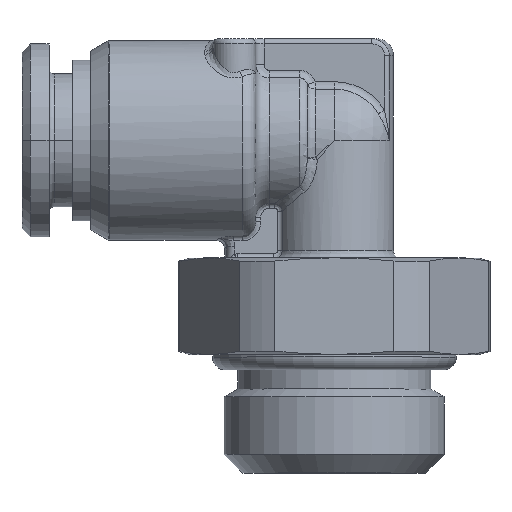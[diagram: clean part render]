
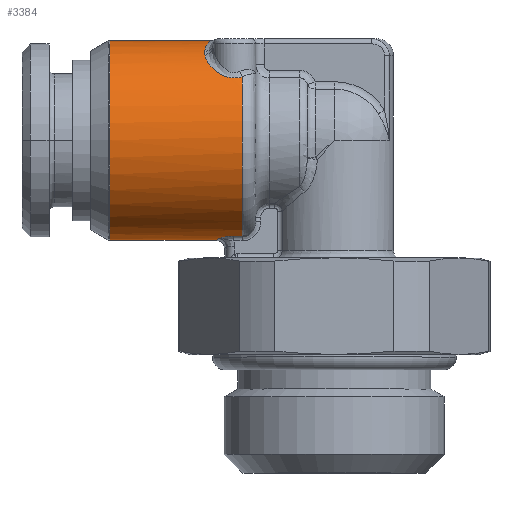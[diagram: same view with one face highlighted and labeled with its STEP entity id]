
A CAD part, top view. The second image highlights one B-rep face of the part: STEP entity #3384.
In plain terms, the highlighted cylindrical face has radius 5.9 mm (diameter 11.8 mm), a partial arc.
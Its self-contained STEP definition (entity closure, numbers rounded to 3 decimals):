
#34=CARTESIAN_POINT('',(-6.874,-5.798,1.093));
#35=CARTESIAN_POINT('',(-6.866,-5.795,1.106));
#36=CARTESIAN_POINT('',(-6.851,-5.79,1.134));
#37=CARTESIAN_POINT('',(-6.824,-5.781,1.181));
#38=CARTESIAN_POINT('',(-6.792,-5.77,1.233));
#39=CARTESIAN_POINT('',(-6.754,-5.757,1.29));
#40=CARTESIAN_POINT('',(-6.708,-5.743,1.351));
#41=CARTESIAN_POINT('',(-6.651,-5.728,1.416));
#42=CARTESIAN_POINT('',(-6.582,-5.711,1.482));
#43=CARTESIAN_POINT('',(-6.498,-5.693,1.548));
#44=CARTESIAN_POINT('',(-6.395,-5.676,1.61));
#45=CARTESIAN_POINT('',(-6.272,-5.661,1.663));
#46=CARTESIAN_POINT('',(-6.126,-5.649,1.702));
#47=CARTESIAN_POINT('',(-6.015,-5.646,1.713));
#48=CARTESIAN_POINT('',(-5.957,-5.646,1.713));
#50=CARTESIAN_POINT('',(-6.975,-5.9,
0.));
#51=CARTESIAN_POINT('',(-6.975,-5.9,0.094));
#52=CARTESIAN_POINT('',(-6.971,-5.896,0.281));
#53=CARTESIAN_POINT('',(-6.951,-5.876,0.559));
#54=CARTESIAN_POINT('',(-6.919,-5.843,0.83));
#55=CARTESIAN_POINT('',(-6.89,-5.814,1.006));
#56=CARTESIAN_POINT('',(-6.874,-5.798,1.093));
#58=CARTESIAN_POINT('',(-13.27,0.,0.));
#59=DIRECTION('',(1.,0.,0.));
#60=DIRECTION('',(0.,1.,0.));
#61=AXIS2_PLACEMENT_3D('',#58,#59,#60);
#63=CARTESIAN_POINT('',(-7.237,5.9,0.));
#64=CARTESIAN_POINT('',(-7.237,5.9,0.098));
#65=CARTESIAN_POINT('',(-7.247,5.895,0.289));
#66=CARTESIAN_POINT('',(-7.281,5.876,0.547));
#67=CARTESIAN_POINT('',(-7.329,5.847,0.806));
#68=CARTESIAN_POINT('',(-7.385,5.805,1.067));
#69=CARTESIAN_POINT('',(-7.444,5.751,1.328));
#70=CARTESIAN_POINT('',(-7.501,5.686,1.583));
#71=CARTESIAN_POINT('',(-7.553,5.611,1.831));
#72=CARTESIAN_POINT('',(-7.599,5.521,2.086));
#73=CARTESIAN_POINT('',(-7.637,5.408,2.367));
#74=CARTESIAN_POINT('',(-7.65,5.31,2.575));
#75=CARTESIAN_POINT('',(-7.65,5.255,2.683));
#77=CARTESIAN_POINT('',(-7.65,0.,0.));
#78=DIRECTION('',(1.,0.,0.));
#79=DIRECTION('',(0.,0.891,0.455));
#80=AXIS2_PLACEMENT_3D('',#77,#78,#79);
#82=CARTESIAN_POINT('',(-7.65,5.083,2.996));
#83=CARTESIAN_POINT('',(-7.65,5.02,3.103));
#84=CARTESIAN_POINT('',(-7.627,4.895,3.3));
#85=CARTESIAN_POINT('',(-7.551,4.716,3.549));
#86=CARTESIAN_POINT('',(-7.448,4.55,3.759));
#87=CARTESIAN_POINT('',(-7.328,4.398,3.935));
#88=CARTESIAN_POINT('',(-7.198,4.261,4.083));
#89=CARTESIAN_POINT('',(-7.063,4.139,4.206));
#90=CARTESIAN_POINT('',(-6.923,4.032,4.308));
#91=CARTESIAN_POINT('',(-6.783,3.94,4.392));
#92=CARTESIAN_POINT('',(-6.641,3.863,4.46));
#93=CARTESIAN_POINT('',(-6.502,3.801,4.513));
#94=CARTESIAN_POINT('',(-6.366,3.753,4.553));
#95=CARTESIAN_POINT('',(-6.236,3.718,4.581));
#96=CARTESIAN_POINT('',(-6.112,3.696,4.599));
#97=CARTESIAN_POINT('',(-5.99,3.684,4.609));
#98=CARTESIAN_POINT('',(-5.869,3.682,4.61));
#99=CARTESIAN_POINT('',(-5.741,3.689,4.604));
#100=CARTESIAN_POINT('',(-5.6,3.71,4.588));
#101=CARTESIAN_POINT('',(-5.501,3.735,4.568));
#102=CARTESIAN_POINT('',(-5.45,3.75,4.555));
#104=CARTESIAN_POINT('',(-5.45,0.,0.));
#105=DIRECTION('',(1.,0.,0.));
#106=DIRECTION('',(0.,0.636,0.772));
#107=AXIS2_PLACEMENT_3D('',#104,#105,#106);
#109=DIRECTION('',(1.,0.,0.));
#110=VECTOR('',#109,0.507);
#111=CARTESIAN_POINT('',(-5.957,-5.646,1.713));
#112=LINE('',#111,#110);
#245=CARTESIAN_POINT('',(-5.45,-5.646,1.713));
#261=CARTESIAN_POINT('',(-5.45,3.75,4.555));
#396=DIRECTION('',(-1.,0.,0.));
#397=VECTOR('',#396,6.033);
#398=CARTESIAN_POINT('',(-7.237,5.9,
0.));
#399=LINE('',#398,#397);
#405=DIRECTION('',(-1.,0.,0.));
#406=VECTOR('',#405,6.295);
#407=CARTESIAN_POINT('',(-6.975,-5.9,
0.));
#408=LINE('',#407,#406);
#2843=CARTESIAN_POINT('',(-13.27,5.9,0.));
#2844=CARTESIAN_POINT('',(-13.27,-5.9,0.));
#2845=VERTEX_POINT('',#2843);
#2846=VERTEX_POINT('',#2844);
#2928=VERTEX_POINT('',#261);
#2931=VERTEX_POINT('',#82);
#2933=VERTEX_POINT('',#63);
#2934=VERTEX_POINT('',#75);
#2989=CARTESIAN_POINT('',(-6.975,-5.9,
0.));
#2991=VERTEX_POINT('',#2989);
#3023=VERTEX_POINT('',#245);
#3024=VERTEX_POINT('',#34);
#3025=VERTEX_POINT('',#48);
#3358=CARTESIAN_POINT('',(-15.295,0.,0.));
#3359=DIRECTION('',(1.,0.,0.));
#3360=DIRECTION('',(0.,-1.,0.));
#3361=AXIS2_PLACEMENT_3D('',#3358,#3359,#3360);
#3362=CYLINDRICAL_SURFACE('',#3361,5.9);
#3364=ORIENTED_EDGE('',*,*,#3363,.F.);
#3366=ORIENTED_EDGE('',*,*,#3365,.F.);
#3368=ORIENTED_EDGE('',*,*,#3367,.T.);
#3369=ORIENTED_EDGE('',*,*,#3348,.F.);
#3371=ORIENTED_EDGE('',*,*,#3370,.F.);
#3373=ORIENTED_EDGE('',*,*,#3372,.T.);
#3375=ORIENTED_EDGE('',*,*,#3374,.T.);
#3377=ORIENTED_EDGE('',*,*,#3376,.T.);
#3379=ORIENTED_EDGE('',*,*,#3378,.T.);
#3381=ORIENTED_EDGE('',*,*,#3380,.F.);
#3382=EDGE_LOOP('',(#3364,#3366,#3368,#3369,#3371,#3373,#3375,#3377,#3379,
#3381));
#3383=FACE_OUTER_BOUND('',#3382,.F.);
#3384=ADVANCED_FACE('',(#3383),#3362,.T.);
#49=B_SPLINE_CURVE_WITH_KNOTS('',3,(#34,#35,#36,#37,#38,#39,#40,#41,#42,#43,#44,
#45,#46,#47,#48),.UNSPECIFIED.,.F.,.F.,(4,1,1,1,1,1,1,1,1,1,1,1,4),(0.,
0.083,0.167,0.25,0.333,0.417,
0.5,0.583,0.667,0.75,0.833,
0.917,1.),.UNSPECIFIED.);
#57=B_SPLINE_CURVE_WITH_KNOTS('',3,(#50,#51,#52,#53,#54,#55,#56),.UNSPECIFIED.,
.F.,.F.,(4,1,1,1,4),(0.,0.25,0.5,0.75,1.),.UNSPECIFIED.);
#62=CIRCLE('',#61,5.9);
#76=B_SPLINE_CURVE_WITH_KNOTS('',3,(#63,#64,#65,#66,#67,#68,#69,#70,#71,#72,#73,
#74,#75),.UNSPECIFIED.,.F.,.F.,(4,1,1,1,1,1,1,1,1,1,4),(0.,0.1,0.2,0.3,
0.4,0.5,0.6,0.7,0.8,0.9,1.),.UNSPECIFIED.);
#81=CIRCLE('',#80,5.9);
#103=B_SPLINE_CURVE_WITH_KNOTS('',3,(#82,#83,#84,#85,#86,#87,#88,#89,#90,#91,
#92,#93,#94,#95,#96,#97,#98,#99,#100,#101,#102),.UNSPECIFIED.,.F.,.F.,(4,1,1,1,
1,1,1,1,1,1,1,1,1,1,1,1,1,1,4),(0.,0.056,0.111,
0.167,0.222,0.278,0.333,
0.389,0.444,0.5,0.556,0.611,
0.667,0.722,0.778,0.833,
0.889,0.944,1.),.UNSPECIFIED.);
#108=CIRCLE('',#107,5.9);
#3348=EDGE_CURVE('',#2845,#2846,#62,.T.);
#3363=EDGE_CURVE('',#3024,#3025,#49,.T.);
#3365=EDGE_CURVE('',#2991,#3024,#57,.T.);
#3367=EDGE_CURVE('',#2991,#2846,#408,.T.);
#3370=EDGE_CURVE('',#2933,#2845,#399,.T.);
#3372=EDGE_CURVE('',#2933,#2934,#76,.T.);
#3374=EDGE_CURVE('',#2934,#2931,#81,.T.);
#3376=EDGE_CURVE('',#2931,#2928,#103,.T.);
#3378=EDGE_CURVE('',#2928,#3023,#108,.T.);
#3380=EDGE_CURVE('',#3025,#3023,#112,.T.);
